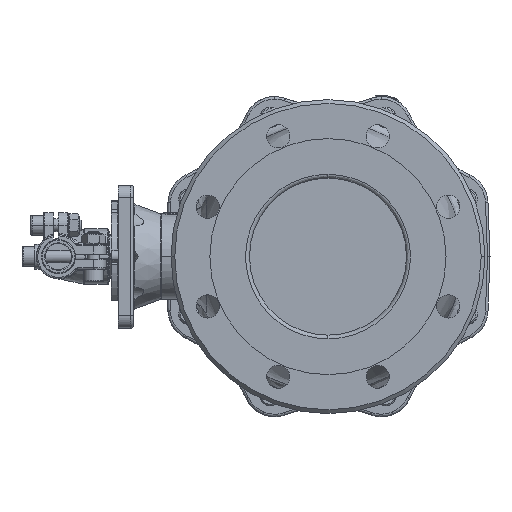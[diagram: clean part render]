
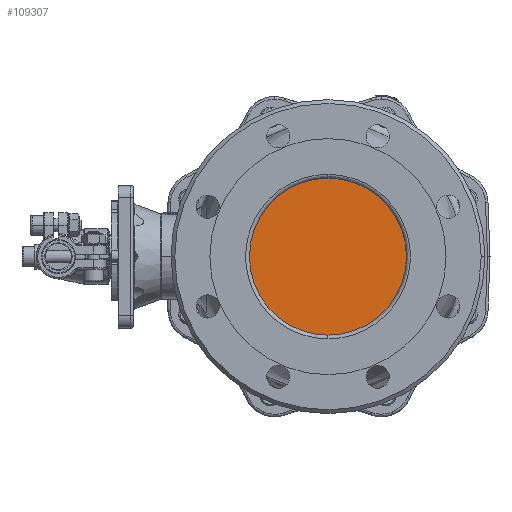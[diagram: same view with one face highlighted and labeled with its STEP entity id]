
A CAD part, front view. The second image highlights one B-rep face of the part: STEP entity #109307.
In plain terms, the highlighted planar face has unit normal (0, -1, 0).
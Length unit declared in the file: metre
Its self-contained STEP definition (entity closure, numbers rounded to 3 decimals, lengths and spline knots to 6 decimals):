
#6651 = DIRECTION ( 'NONE',  ( 1., 0., 0. ) ) ;
#14226 = ORIENTED_EDGE ( 'NONE', *, *, #47330, .T. ) ;
#19236 = CARTESIAN_POINT ( 'NONE',  ( 0.0625, 0.063397, 0. ) ) ;
#24572 = FACE_OUTER_BOUND ( 'NONE', #37816, .T. ) ;
#35636 = PLANE ( 'NONE',  #48236 ) ;
#37816 = EDGE_LOOP ( 'NONE', ( #14226, #61040 ) ) ;
#37912 = CARTESIAN_POINT ( 'NONE',  ( -0.0625, 0.063397, 0. ) ) ;
#42702 = CARTESIAN_POINT ( 'NONE',  ( 0., 0.063397, 0. ) ) ;
#45190 = AXIS2_PLACEMENT_3D ( 'NONE', #42702, #141890, #6651 ) ;
#46530 = DIRECTION ( 'NONE',  ( 1., 0., 0. ) ) ;
#47330 = EDGE_CURVE ( 'NONE', #114888, #111901, #127976, .T. ) ;
#48090 = DIRECTION ( 'NONE',  ( 1., 0., 0. ) ) ;
#48236 = AXIS2_PLACEMENT_3D ( 'NONE', #58491, #70244, #48090 ) ;
#58491 = CARTESIAN_POINT ( 'NONE',  ( 0., 0.063397, 0. ) ) ;
#61040 = ORIENTED_EDGE ( 'NONE', *, *, #71421, .T. ) ;
#66485 = DIRECTION ( 'NONE',  ( 0., -1., 0. ) ) ;
#67923 = CARTESIAN_POINT ( 'NONE',  ( 0., 0.063397, 0. ) ) ;
#70244 = DIRECTION ( 'NONE',  ( 0., -1., 0. ) ) ;
#71421 = EDGE_CURVE ( 'NONE', #111901, #114888, #103156, .T. ) ;
#103156 = CIRCLE ( 'NONE', #133955, 0.0625 ) ;
#109307 = ADVANCED_FACE ( 'NONE', ( #24572 ), #35636, .T. ) ;
#111901 = VERTEX_POINT ( 'NONE', #37912 ) ;
#114888 = VERTEX_POINT ( 'NONE', #19236 ) ;
#127976 = CIRCLE ( 'NONE', #45190, 0.0625 ) ;
#133955 = AXIS2_PLACEMENT_3D ( 'NONE', #67923, #66485, #46530 ) ;
#141890 = DIRECTION ( 'NONE',  ( 0., -1., 0. ) ) ;
